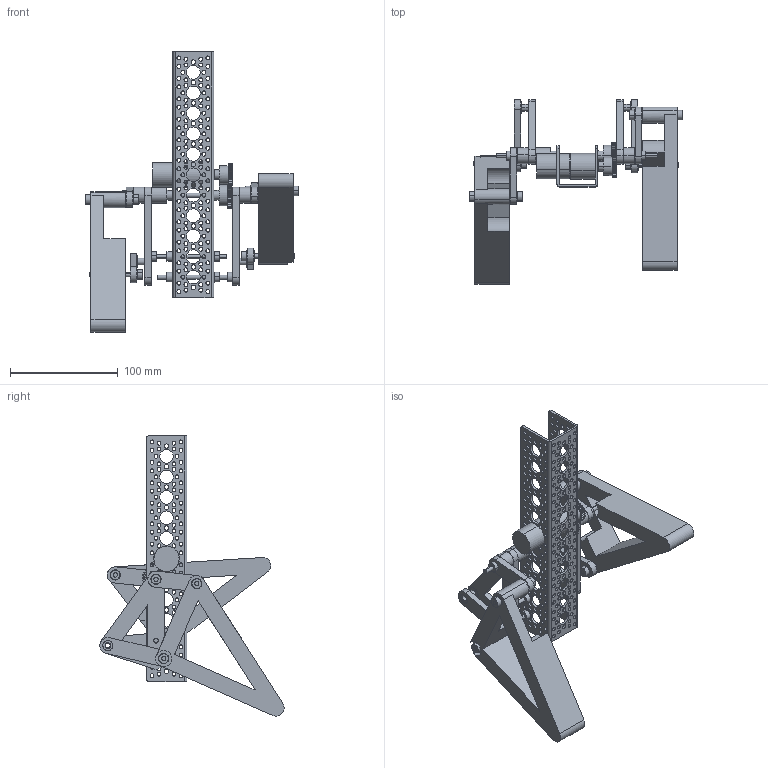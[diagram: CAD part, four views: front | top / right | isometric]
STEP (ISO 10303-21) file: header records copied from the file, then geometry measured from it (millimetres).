
FILE_DESCRIPTION (( 'STEP AP203' ), '1' );
FILE_NAME ('陔﹞軞蚾.STEP', '2022-10-26T05:05:23', ( '' ), ( '' ), 'SwSTEP 2.0', 'SolidWorks 2022', '' );
FILE_SCHEMA (( 'CONFIG_CONTROL_DESIGN' ));
Length unit declared in the file: millimetre
Products named in the file (19): U架; collar; 垫圈95; cranker_b1; 套筒145; 套筒金; 电机; ground; 垫片11; coupler_L; spur gear_gb_GB - Spur gear 0.8M 30T 20PA 4FW ---S30B20H12L4.0N; spur gear_gb_GB - Spur gear 0.8M 24T 20PA 4FW ---S24B20H12L4.0N; shaft150; shaft50; 套筒10; 新·总装; rocker_b3; 镜向coupler_L; shaft75
Assembly tree (67 placements, depth 2):
  新·总装
    U架
    电机
    collar  x19
    spur gear_gb_GB - Spur gear 0.8M 24T 20PA 4FW ---S24B20H12L4.0N
    spur gear_gb_GB - Spur gear 0.8M 30T 20PA 4FW ---S30B20H12L4.0N
    ground  x2
    rocker_b3  x2
    cranker_b1  x2
    垫圈95  x18
    垫片11  x6
    coupler_L
    shaft75  x2
    shaft50  x4
    套筒10  x2
    套筒金  x2
    shaft150
    套筒145
    镜向coupler_L
Bounding box: 199 x 171.52 x 260.67 mm (x, y, z)
Volume: 387843 mm3; surface area: 158164.2 mm2
Topology: 67 solids, 67 shells, 1560 faces, 4253 edges, 2834 vertices
Faces by surface type: cylinder 1343, plane 217
Entity records: 47774 total; most frequent: DIRECTION 8561, CARTESIAN_POINT 7321, ORIENTED_EDGE 7210, AXIS2_PLACEMENT_3D 3642, EDGE_CURVE 3605, VERTEX_POINT 2402, CIRCLE 2328, EDGE_LOOP 2125
